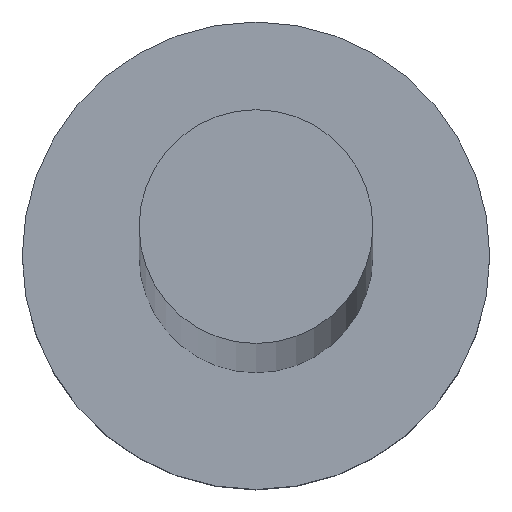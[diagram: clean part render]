
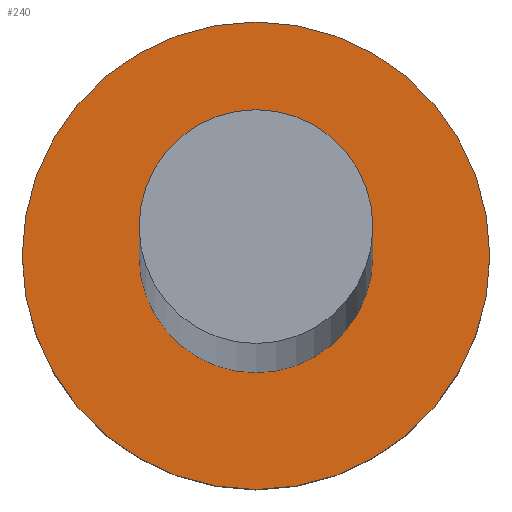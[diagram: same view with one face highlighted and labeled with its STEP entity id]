
A CAD part, top view. The second image highlights one B-rep face of the part: STEP entity #240.
In plain terms, the highlighted planar face has unit normal (0, 0, 1).
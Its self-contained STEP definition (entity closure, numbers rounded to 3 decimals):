
#5 = VERTEX_POINT ( 'NONE', #41 ) ;
#12 = VERTEX_POINT ( 'NONE', #102 ) ;
#14 = DIRECTION ( 'NONE',  ( 0., 0., 1. ) ) ;
#16 = AXIS2_PLACEMENT_3D ( 'NONE', #127, #234, #34 ) ;
#18 = CIRCLE ( 'NONE', #16, 2. ) ;
#20 = PLANE ( 'NONE',  #32 ) ;
#22 = CARTESIAN_POINT ( 'NONE',  ( -2., 0., 2. ) ) ;
#27 = DIRECTION ( 'NONE',  ( 1., 0., 0. ) ) ;
#32 = AXIS2_PLACEMENT_3D ( 'NONE', #96, #70, #79 ) ;
#34 = DIRECTION ( 'NONE',  ( 1., 0., 0. ) ) ;
#41 = CARTESIAN_POINT ( 'NONE',  ( 1., 0., 2. ) ) ;
#45 = EDGE_LOOP ( 'NONE', ( #217, #248 ) ) ;
#48 = CARTESIAN_POINT ( 'NONE',  ( 0., 0., 2. ) ) ;
#70 = DIRECTION ( 'NONE',  ( 0., 0., 1. ) ) ;
#79 = DIRECTION ( 'NONE',  ( 1., 0., 0. ) ) ;
#92 = AXIS2_PLACEMENT_3D ( 'NONE', #48, #14, #211 ) ;
#95 = VERTEX_POINT ( 'NONE', #250 ) ;
#96 = CARTESIAN_POINT ( 'NONE',  ( 0., 0., 2. ) ) ;
#102 = CARTESIAN_POINT ( 'NONE',  ( 2., 0., 2. ) ) ;
#104 = ORIENTED_EDGE ( 'NONE', *, *, #109, .F. ) ;
#109 = EDGE_CURVE ( 'NONE', #95, #5, #110, .T. ) ;
#110 = CIRCLE ( 'NONE', #129, 1. ) ;
#120 = EDGE_LOOP ( 'NONE', ( #104, #198 ) ) ;
#127 = CARTESIAN_POINT ( 'NONE',  ( 0., 0., 2. ) ) ;
#129 = AXIS2_PLACEMENT_3D ( 'NONE', #226, #210, #27 ) ;
#134 = DIRECTION ( 'NONE',  ( 1., 0., 0. ) ) ;
#143 = VERTEX_POINT ( 'NONE', #22 ) ;
#146 = AXIS2_PLACEMENT_3D ( 'NONE', #254, #151, #134 ) ;
#151 = DIRECTION ( 'NONE',  ( 0., 0., 1. ) ) ;
#156 = EDGE_CURVE ( 'NONE', #12, #143, #184, .T. ) ;
#184 = CIRCLE ( 'NONE', #92, 2. ) ;
#193 = CIRCLE ( 'NONE', #146, 1. ) ;
#197 = FACE_OUTER_BOUND ( 'NONE', #45, .T. ) ;
#198 = ORIENTED_EDGE ( 'NONE', *, *, #227, .F. ) ;
#210 = DIRECTION ( 'NONE',  ( 0., 0., 1. ) ) ;
#211 = DIRECTION ( 'NONE',  ( 1., 0., 0. ) ) ;
#214 = EDGE_CURVE ( 'NONE', #143, #12, #18, .T. ) ;
#217 = ORIENTED_EDGE ( 'NONE', *, *, #214, .T. ) ;
#226 = CARTESIAN_POINT ( 'NONE',  ( 0., 0., 2. ) ) ;
#227 = EDGE_CURVE ( 'NONE', #5, #95, #193, .T. ) ;
#234 = DIRECTION ( 'NONE',  ( 0., 0., 1. ) ) ;
#240 = ADVANCED_FACE ( 'NONE', ( #255, #197 ), #20, .T. ) ;
#248 = ORIENTED_EDGE ( 'NONE', *, *, #156, .T. ) ;
#250 = CARTESIAN_POINT ( 'NONE',  ( -1., 0., 2. ) ) ;
#254 = CARTESIAN_POINT ( 'NONE',  ( 0., 0., 2. ) ) ;
#255 = FACE_BOUND ( 'NONE', #120, .T. ) ;
